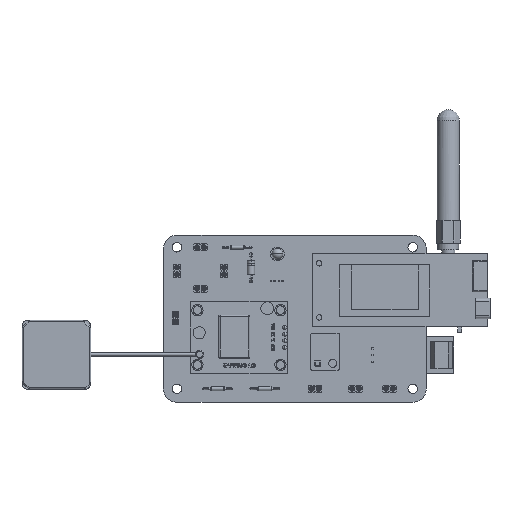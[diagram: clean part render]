
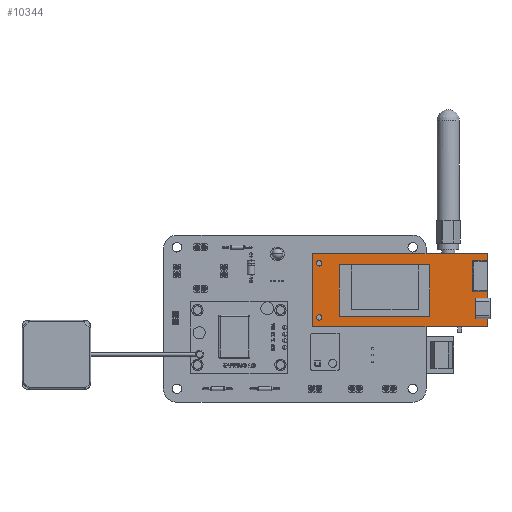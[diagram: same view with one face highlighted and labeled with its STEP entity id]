
A CAD part, top view. The second image highlights one B-rep face of the part: STEP entity #10344.
In plain terms, the highlighted face is planar.
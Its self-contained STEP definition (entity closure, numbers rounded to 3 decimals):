
#9570 = VERTEX_POINT('',#9571);
#9571 = CARTESIAN_POINT('',(-29.95,1.,9.05));
#9589 = VERTEX_POINT('',#9590);
#9590 = CARTESIAN_POINT('',(-29.95,1.,11.05));
#9596 = EDGE_CURVE('',#9570,#9589,#9597,.T.);
#9597 = CIRCLE('',#9598,1.);
#9598 = AXIS2_PLACEMENT_3D('',#9599,#9600,#9601);
#9599 = CARTESIAN_POINT('',(-29.95,1.,10.05));
#9600 = DIRECTION('',(0.,1.,0.));
#9601 = DIRECTION('',(0.,0.,1.));
#9612 = VERTEX_POINT('',#9613);
#9613 = CARTESIAN_POINT('',(-29.95,1.,-11.05));
#9631 = VERTEX_POINT('',#9632);
#9632 = CARTESIAN_POINT('',(-29.95,1.,-9.05));
#9638 = EDGE_CURVE('',#9612,#9631,#9639,.T.);
#9639 = CIRCLE('',#9640,1.);
#9640 = AXIS2_PLACEMENT_3D('',#9641,#9642,#9643);
#9641 = CARTESIAN_POINT('',(-29.95,1.,-10.05));
#9642 = DIRECTION('',(0.,1.,0.));
#9643 = DIRECTION('',(0.,0.,1.));
#10285 = VERTEX_POINT('',#10286);
#10286 = CARTESIAN_POINT('',(32.45,1.,13.55));
#10292 = EDGE_CURVE('',#10293,#10285,#10295,.T.);
#10293 = VERTEX_POINT('',#10294);
#10294 = CARTESIAN_POINT('',(-32.45,1.,13.55));
#10295 = LINE('',#10296,#10297);
#10296 = CARTESIAN_POINT('',(-32.45,1.,13.55));
#10297 = VECTOR('',#10298,1.);
#10298 = DIRECTION('',(1.,0.,0.));
#10344 = ADVANCED_FACE('',(#10345,#10355,#10380),#10390,.T.);
#10345 = FACE_BOUND('',#10346,.T.);
#10346 = EDGE_LOOP('',(#10347,#10348));
#10347 = ORIENTED_EDGE('',*,*,#9638,.F.);
#10348 = ORIENTED_EDGE('',*,*,#10349,.F.);
#10349 = EDGE_CURVE('',#9631,#9612,#10350,.T.);
#10350 = CIRCLE('',#10351,1.);
#10351 = AXIS2_PLACEMENT_3D('',#10352,#10353,#10354);
#10352 = CARTESIAN_POINT('',(-29.95,1.,-10.05));
#10353 = DIRECTION('',(0.,1.,0.));
#10354 = DIRECTION('',(0.,0.,1.));
#10355 = FACE_BOUND('',#10356,.T.);
#10356 = EDGE_LOOP('',(#10357,#10365,#10373,#10379));
#10357 = ORIENTED_EDGE('',*,*,#10358,.T.);
#10358 = EDGE_CURVE('',#10285,#10359,#10361,.T.);
#10359 = VERTEX_POINT('',#10360);
#10360 = CARTESIAN_POINT('',(32.45,1.,-13.55));
#10361 = LINE('',#10362,#10363);
#10362 = CARTESIAN_POINT('',(32.45,1.,-13.55));
#10363 = VECTOR('',#10364,1.);
#10364 = DIRECTION('',(0.,0.,-1.));
#10365 = ORIENTED_EDGE('',*,*,#10366,.T.);
#10366 = EDGE_CURVE('',#10359,#10367,#10369,.T.);
#10367 = VERTEX_POINT('',#10368);
#10368 = CARTESIAN_POINT('',(-32.45,1.,-13.55));
#10369 = LINE('',#10370,#10371);
#10370 = CARTESIAN_POINT('',(-32.45,1.,-13.55));
#10371 = VECTOR('',#10372,1.);
#10372 = DIRECTION('',(-1.,0.,0.));
#10373 = ORIENTED_EDGE('',*,*,#10374,.T.);
#10374 = EDGE_CURVE('',#10367,#10293,#10375,.T.);
#10375 = LINE('',#10376,#10377);
#10376 = CARTESIAN_POINT('',(-32.45,1.,-13.55));
#10377 = VECTOR('',#10378,1.);
#10378 = DIRECTION('',(0.,0.,1.));
#10379 = ORIENTED_EDGE('',*,*,#10292,.T.);
#10380 = FACE_BOUND('',#10381,.T.);
#10381 = EDGE_LOOP('',(#10382,#10383));
#10382 = ORIENTED_EDGE('',*,*,#9596,.F.);
#10383 = ORIENTED_EDGE('',*,*,#10384,.F.);
#10384 = EDGE_CURVE('',#9589,#9570,#10385,.T.);
#10385 = CIRCLE('',#10386,1.);
#10386 = AXIS2_PLACEMENT_3D('',#10387,#10388,#10389);
#10387 = CARTESIAN_POINT('',(-29.95,1.,10.05));
#10388 = DIRECTION('',(0.,1.,0.));
#10389 = DIRECTION('',(0.,0.,1.));
#10390 = PLANE('',#10391);
#10391 = AXIS2_PLACEMENT_3D('',#10392,#10393,#10394);
#10392 = CARTESIAN_POINT('',(0.,1.,0.));
#10393 = DIRECTION('',(0.,1.,0.));
#10394 = DIRECTION('',(0.,0.,1.));
